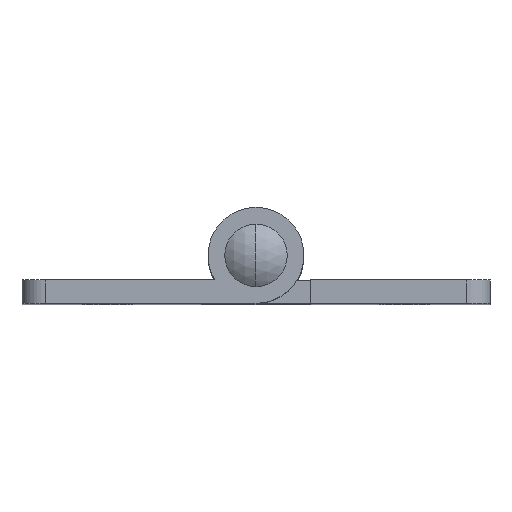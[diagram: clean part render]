
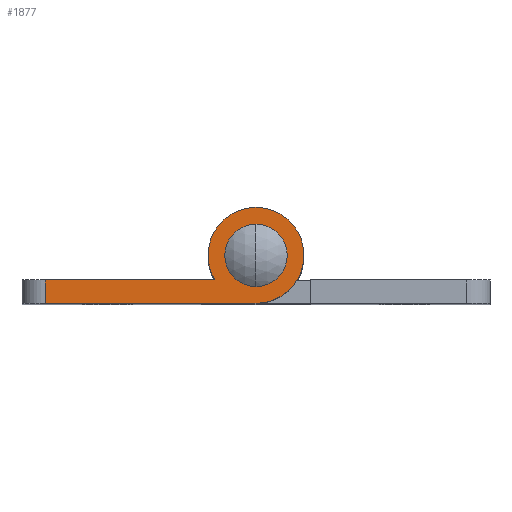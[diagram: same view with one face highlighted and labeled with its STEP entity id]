
A CAD part, top view. The second image highlights one B-rep face of the part: STEP entity #1877.
In plain terms, the highlighted planar face has unit normal (0, 0, 1).
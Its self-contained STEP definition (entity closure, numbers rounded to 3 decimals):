
#3 = ORIENTED_EDGE ( 'NONE', *, *, #1549, .T. ) ;
#8 = CARTESIAN_POINT ( 'NONE',  ( 0., 0., 45. ) ) ;
#131 = ORIENTED_EDGE ( 'NONE', *, *, #1313, .F. ) ;
#153 = DIRECTION ( 'NONE',  ( 0., 0., 1. ) ) ;
#155 = AXIS2_PLACEMENT_3D ( 'NONE', #2484, #153, #579 ) ;
#186 = CARTESIAN_POINT ( 'NONE',  ( 0., 0., 45. ) ) ;
#198 = VERTEX_POINT ( 'NONE', #2071 ) ;
#247 = EDGE_CURVE ( 'NONE', #1099, #999, #2715, .T. ) ;
#287 = EDGE_CURVE ( 'NONE', #2782, #1099, #664, .T. ) ;
#409 = LINE ( 'NONE', #1493, #2044 ) ;
#411 = DIRECTION ( 'NONE',  ( 1., 0., 0. ) ) ;
#423 = CARTESIAN_POINT ( 'NONE',  ( -27., -6.15, 45. ) ) ;
#474 = CARTESIAN_POINT ( 'NONE',  ( -3.15, 0., 45. ) ) ;
#502 = EDGE_CURVE ( 'NONE', #2628, #2479, #409, .T. ) ;
#512 = DIRECTION ( 'NONE',  ( -1., 0., 0. ) ) ;
#523 = CARTESIAN_POINT ( 'NONE',  ( -30., -3.15, 45. ) ) ;
#541 = CIRCLE ( 'NONE', #2007, 6.15 ) ;
#571 = ORIENTED_EDGE ( 'NONE', *, *, #2739, .T. ) ;
#579 = DIRECTION ( 'NONE',  ( 1., 0., 0. ) ) ;
#621 = VERTEX_POINT ( 'NONE', #715 ) ;
#628 = CARTESIAN_POINT ( 'NONE',  ( 0., 0., 45. ) ) ;
#664 = CIRCLE ( 'NONE', #1281, 6.15 ) ;
#690 = DIRECTION ( 'NONE',  ( 0., 0., 1. ) ) ;
#696 = ORIENTED_EDGE ( 'NONE', *, *, #502, .T. ) ;
#715 = CARTESIAN_POINT ( 'NONE',  ( -5.282, -3.15, 45. ) ) ;
#716 = DIRECTION ( 'NONE',  ( 1., 0., 0. ) ) ;
#737 = LINE ( 'NONE', #523, #2005 ) ;
#805 = AXIS2_PLACEMENT_3D ( 'NONE', #938, #2201, #2213 ) ;
#837 = ORIENTED_EDGE ( 'NONE', *, *, #1873, .T. ) ;
#858 = DIRECTION ( 'NONE',  ( 0., 0., 1. ) ) ;
#869 = FACE_BOUND ( 'NONE', #2582, .T. ) ;
#880 = PLANE ( 'NONE',  #805 ) ;
#920 = DIRECTION ( 'NONE',  ( 1., 0., 0. ) ) ;
#938 = CARTESIAN_POINT ( 'NONE',  ( 0., 0., 45. ) ) ;
#999 = VERTEX_POINT ( 'NONE', #2599 ) ;
#1049 = DIRECTION ( 'NONE',  ( 1., 0., 0. ) ) ;
#1099 = VERTEX_POINT ( 'NONE', #1257 ) ;
#1257 = CARTESIAN_POINT ( 'NONE',  ( 6.15, 0., 45. ) ) ;
#1281 = AXIS2_PLACEMENT_3D ( 'NONE', #628, #690, #411 ) ;
#1313 = EDGE_CURVE ( 'NONE', #198, #1668, #2048, .T. ) ;
#1403 = DIRECTION ( 'NONE',  ( 0., 0., 1. ) ) ;
#1449 = EDGE_CURVE ( 'NONE', #1668, #198, #1516, .T. ) ;
#1493 = CARTESIAN_POINT ( 'NONE',  ( -27., -6.15, 45. ) ) ;
#1516 = CIRCLE ( 'NONE', #1611, 3.15 ) ;
#1549 = EDGE_CURVE ( 'NONE', #621, #2628, #737, .T. ) ;
#1611 = AXIS2_PLACEMENT_3D ( 'NONE', #8, #2095, #2122 ) ;
#1668 = VERTEX_POINT ( 'NONE', #474 ) ;
#1689 = DIRECTION ( 'NONE',  ( 0., -1., 0. ) ) ;
#1756 = LINE ( 'NONE', #2616, #2419 ) ;
#1825 = ORIENTED_EDGE ( 'NONE', *, *, #287, .T. ) ;
#1858 = ORIENTED_EDGE ( 'NONE', *, *, #1449, .F. ) ;
#1873 = EDGE_CURVE ( 'NONE', #999, #621, #541, .T. ) ;
#1877 = ADVANCED_FACE ( 'NONE', ( #2759, #869 ), #880, .T. ) ;
#1908 = AXIS2_PLACEMENT_3D ( 'NONE', #2428, #1403, #920 ) ;
#2005 = VECTOR ( 'NONE', #512, 1000. ) ;
#2007 = AXIS2_PLACEMENT_3D ( 'NONE', #186, #858, #1049 ) ;
#2010 = CARTESIAN_POINT ( 'NONE',  ( 0., -6.15, 45. ) ) ;
#2044 = VECTOR ( 'NONE', #1689, 1000. ) ;
#2048 = CIRCLE ( 'NONE', #1908, 3.15 ) ;
#2071 = CARTESIAN_POINT ( 'NONE',  ( 3.15, 0., 45. ) ) ;
#2095 = DIRECTION ( 'NONE',  ( 0., 0., 1. ) ) ;
#2122 = DIRECTION ( 'NONE',  ( 1., 0., 0. ) ) ;
#2165 = EDGE_LOOP ( 'NONE', ( #3, #696, #571, #1825, #2535, #837 ) ) ;
#2201 = DIRECTION ( 'NONE',  ( 0., 0., 1. ) ) ;
#2213 = DIRECTION ( 'NONE',  ( 1., 0., 0. ) ) ;
#2419 = VECTOR ( 'NONE', #716, 1000. ) ;
#2428 = CARTESIAN_POINT ( 'NONE',  ( 0., 0., 45. ) ) ;
#2479 = VERTEX_POINT ( 'NONE', #423 ) ;
#2484 = CARTESIAN_POINT ( 'NONE',  ( 0., 0., 45. ) ) ;
#2535 = ORIENTED_EDGE ( 'NONE', *, *, #247, .T. ) ;
#2582 = EDGE_LOOP ( 'NONE', ( #1858, #131 ) ) ;
#2599 = CARTESIAN_POINT ( 'NONE',  ( -6.15, 0., 45. ) ) ;
#2616 = CARTESIAN_POINT ( 'NONE',  ( 0., -6.15, 45. ) ) ;
#2628 = VERTEX_POINT ( 'NONE', #2740 ) ;
#2715 = CIRCLE ( 'NONE', #155, 6.15 ) ;
#2739 = EDGE_CURVE ( 'NONE', #2479, #2782, #1756, .T. ) ;
#2740 = CARTESIAN_POINT ( 'NONE',  ( -27., -3.15, 45. ) ) ;
#2759 = FACE_OUTER_BOUND ( 'NONE', #2165, .T. ) ;
#2782 = VERTEX_POINT ( 'NONE', #2010 ) ;
